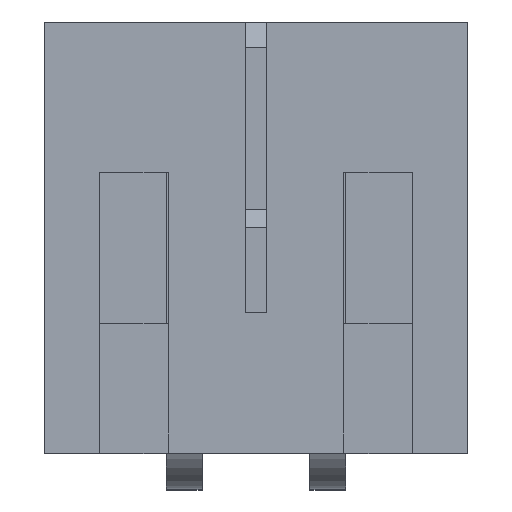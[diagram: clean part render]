
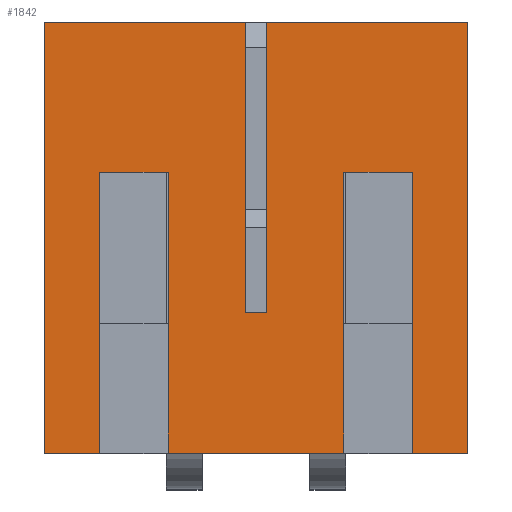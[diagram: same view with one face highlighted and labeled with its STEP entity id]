
A CAD part, top view. The second image highlights one B-rep face of the part: STEP entity #1842.
In plain terms, the highlighted planar face has unit normal (0, 0, 1).
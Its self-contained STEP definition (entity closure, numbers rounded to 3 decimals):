
#62=FACE_OUTER_BOUND('',#164,.T.);
#164=EDGE_LOOP('',(#1280,#1281,#1282,#1283,#1284,#1285,#1286,#1287,#1288,
#1289,#1290,#1291,#1292,#1293,#1294,#1295));
#258=LINE('',#2495,#497);
#295=LINE('',#2576,#534);
#299=LINE('',#2584,#538);
#303=LINE('',#2591,#542);
#328=LINE('',#2641,#567);
#338=LINE('',#2661,#577);
#350=LINE('',#2685,#589);
#359=LINE('',#2704,#598);
#360=LINE('',#2705,#599);
#361=LINE('',#2707,#600);
#362=LINE('',#2709,#601);
#363=LINE('',#2710,#602);
#364=LINE('',#2712,#603);
#365=LINE('',#2714,#604);
#366=LINE('',#2715,#605);
#367=LINE('',#2716,#606);
#497=VECTOR('',#2051,1000.);
#534=VECTOR('',#2104,1000.);
#538=VECTOR('',#2108,1000.);
#542=VECTOR('',#2112,1000.);
#567=VECTOR('',#2145,1000.);
#577=VECTOR('',#2159,1000.);
#589=VECTOR('',#2181,1000.);
#598=VECTOR('',#2196,1000.);
#599=VECTOR('',#2197,1000.);
#600=VECTOR('',#2198,1000.);
#601=VECTOR('',#2199,1000.);
#602=VECTOR('',#2200,1000.);
#603=VECTOR('',#2201,1000.);
#604=VECTOR('',#2202,1000.);
#605=VECTOR('',#2203,1000.);
#606=VECTOR('',#2204,1000.);
#735=VERTEX_POINT('',#2492);
#736=VERTEX_POINT('',#2494);
#771=VERTEX_POINT('',#2573);
#772=VERTEX_POINT('',#2575);
#775=VERTEX_POINT('',#2581);
#776=VERTEX_POINT('',#2583);
#779=VERTEX_POINT('',#2589);
#800=VERTEX_POINT('',#2639);
#808=VERTEX_POINT('',#2659);
#815=VERTEX_POINT('',#2684);
#821=VERTEX_POINT('',#2702);
#822=VERTEX_POINT('',#2703);
#823=VERTEX_POINT('',#2706);
#824=VERTEX_POINT('',#2708);
#825=VERTEX_POINT('',#2711);
#826=VERTEX_POINT('',#2713);
#894=EDGE_CURVE('',#736,#735,#258,.T.);
#934=EDGE_CURVE('',#772,#771,#295,.T.);
#938=EDGE_CURVE('',#776,#775,#299,.T.);
#942=EDGE_CURVE('',#735,#779,#303,.T.);
#968=EDGE_CURVE('',#800,#771,#328,.T.);
#978=EDGE_CURVE('',#808,#800,#338,.T.);
#991=EDGE_CURVE('',#736,#815,#350,.T.);
#1000=EDGE_CURVE('',#821,#822,#359,.T.);
#1001=EDGE_CURVE('',#815,#821,#360,.T.);
#1002=EDGE_CURVE('',#823,#779,#361,.T.);
#1003=EDGE_CURVE('',#824,#823,#362,.T.);
#1004=EDGE_CURVE('',#776,#824,#363,.T.);
#1005=EDGE_CURVE('',#825,#775,#364,.T.);
#1006=EDGE_CURVE('',#826,#825,#365,.T.);
#1007=EDGE_CURVE('',#772,#826,#366,.T.);
#1008=EDGE_CURVE('',#822,#808,#367,.T.);
#1280=ORIENTED_EDGE('',*,*,#1000,.F.);
#1281=ORIENTED_EDGE('',*,*,#1001,.F.);
#1282=ORIENTED_EDGE('',*,*,#991,.F.);
#1283=ORIENTED_EDGE('',*,*,#894,.T.);
#1284=ORIENTED_EDGE('',*,*,#942,.T.);
#1285=ORIENTED_EDGE('',*,*,#1002,.F.);
#1286=ORIENTED_EDGE('',*,*,#1003,.F.);
#1287=ORIENTED_EDGE('',*,*,#1004,.F.);
#1288=ORIENTED_EDGE('',*,*,#938,.T.);
#1289=ORIENTED_EDGE('',*,*,#1005,.F.);
#1290=ORIENTED_EDGE('',*,*,#1006,.F.);
#1291=ORIENTED_EDGE('',*,*,#1007,.F.);
#1292=ORIENTED_EDGE('',*,*,#934,.T.);
#1293=ORIENTED_EDGE('',*,*,#968,.F.);
#1294=ORIENTED_EDGE('',*,*,#978,.F.);
#1295=ORIENTED_EDGE('',*,*,#1008,.F.);
#1657=PLANE('',#1959);
#1842=ADVANCED_FACE('',(#62),#1657,.F.);
#1959=AXIS2_PLACEMENT_3D('',#2701,#2194,#2195);
#2051=DIRECTION('',(0.,-1.,0.));
#2104=DIRECTION('',(1.,0.,0.));
#2108=DIRECTION('',(1.,0.,0.));
#2112=DIRECTION('',(1.,0.,0.));
#2145=DIRECTION('',(0.,-1.,0.));
#2159=DIRECTION('',(1.,0.,0.));
#2181=DIRECTION('',(1.,0.,0.));
#2194=DIRECTION('center_axis',(0.,0.,
-1.));
#2195=DIRECTION('ref_axis',(-1.,0.,0.));
#2196=DIRECTION('',(1.,0.,0.));
#2197=DIRECTION('',(0.,-1.,0.));
#2198=DIRECTION('',(0.,-1.,0.));
#2199=DIRECTION('',(-1.,0.,0.));
#2200=DIRECTION('',(0.,1.,0.));
#2201=DIRECTION('',(0.,-1.,0.));
#2202=DIRECTION('',(-1.,0.,0.));
#2203=DIRECTION('',(0.,1.,0.));
#2204=DIRECTION('',(0.,1.,0.));
#2492=CARTESIAN_POINT('',(-2.95,0.25,4.8));
#2494=CARTESIAN_POINT('',(-2.95,6.25,4.8));
#2495=CARTESIAN_POINT('',(-2.95,6.25,4.8));
#2573=CARTESIAN_POINT('',(2.95,0.25,4.8));
#2575=CARTESIAN_POINT('',(2.18,0.25,4.8));
#2576=CARTESIAN_POINT('',(2.95,0.25,4.8));
#2581=CARTESIAN_POINT('',(1.22,0.25,4.8));
#2583=CARTESIAN_POINT('',(-1.22,0.25,4.8));
#2584=CARTESIAN_POINT('',(2.95,0.25,4.8));
#2589=CARTESIAN_POINT('',(-2.18,0.25,4.8));
#2591=CARTESIAN_POINT('',(2.95,0.25,4.8));
#2639=CARTESIAN_POINT('',(2.95,6.25,4.8));
#2641=CARTESIAN_POINT('',(2.95,6.25,4.8));
#2659=CARTESIAN_POINT('',(0.15,6.25,4.8));
#2661=CARTESIAN_POINT('',(2.95,6.25,4.8));
#2684=CARTESIAN_POINT('',(-0.15,6.25,4.8));
#2685=CARTESIAN_POINT('',(2.95,6.25,4.8));
#2701=CARTESIAN_POINT('Origin',(2.95,6.25,4.8));
#2702=CARTESIAN_POINT('',(-0.15,2.2,4.8));
#2703=CARTESIAN_POINT('',(0.15,2.2,4.8));
#2704=CARTESIAN_POINT('',(-0.15,2.2,4.8));
#2705=CARTESIAN_POINT('',(-0.15,6.25,4.8));
#2706=CARTESIAN_POINT('',(-2.18,4.16,4.8));
#2707=CARTESIAN_POINT('',(-2.18,4.16,4.8));
#2708=CARTESIAN_POINT('',(-1.22,4.16,4.8));
#2709=CARTESIAN_POINT('',(-2.18,4.16,4.8));
#2710=CARTESIAN_POINT('',(-1.22,4.16,4.8));
#2711=CARTESIAN_POINT('',(1.22,4.16,4.8));
#2712=CARTESIAN_POINT('',(1.22,4.16,4.8));
#2713=CARTESIAN_POINT('',(2.18,4.16,4.8));
#2714=CARTESIAN_POINT('',(2.18,4.16,4.8));
#2715=CARTESIAN_POINT('',(2.18,4.16,4.8));
#2716=CARTESIAN_POINT('',(0.15,6.25,4.8));
